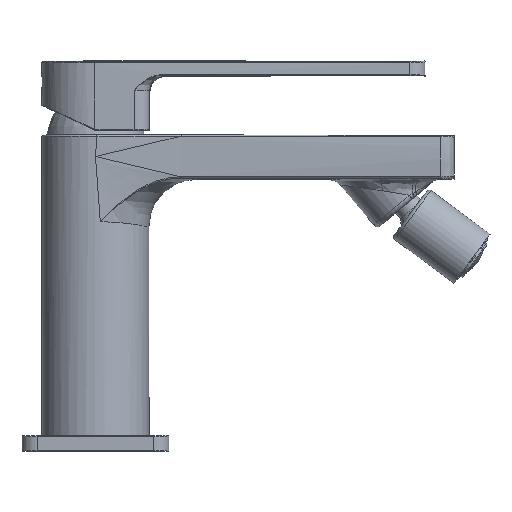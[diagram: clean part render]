
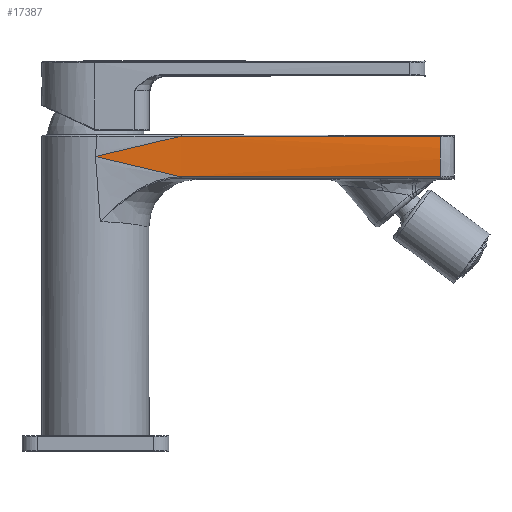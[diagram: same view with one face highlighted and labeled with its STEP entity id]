
A CAD part, front view. The second image highlights one B-rep face of the part: STEP entity #17387.
In plain terms, the highlighted cylindrical face has radius 56 mm (diameter 112 mm), a partial arc.
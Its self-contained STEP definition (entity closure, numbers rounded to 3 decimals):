
#554=B_SPLINE_CURVE_WITH_KNOTS('',3,(#25726,#25727,#25728,#25729),
 .UNSPECIFIED.,.F.,.F.,(4,4),(0.,0.029),
 .UNSPECIFIED.);
#559=B_SPLINE_CURVE_WITH_KNOTS('',3,(#25770,#25771,#25772,#25773),
 .UNSPECIFIED.,.F.,.F.,(4,4),(0.,0.029),
 .UNSPECIFIED.);
#560=B_SPLINE_CURVE_WITH_KNOTS('',3,(#25775,#25776,#25777,#25778),
 .UNSPECIFIED.,.F.,.F.,(4,4),(0.011,0.024),
 .UNSPECIFIED.);
#561=B_SPLINE_CURVE_WITH_KNOTS('',3,(#25781,#25782,#25783,#25784),
 .UNSPECIFIED.,.F.,.F.,(4,4),(0.,0.085),
 .UNSPECIFIED.);
#562=B_SPLINE_CURVE_WITH_KNOTS('',3,(#25785,#25786,#25787,#25788),
 .UNSPECIFIED.,.F.,.F.,(4,4),(0.,0.),.UNSPECIFIED.);
#1072=LINE('',#25790,#1576);
#1576=VECTOR('',#20560,1000.);
#3486=ORIENTED_EDGE('',*,*,#6603,.T.);
#3487=ORIENTED_EDGE('',*,*,#6604,.T.);
#3488=ORIENTED_EDGE('',*,*,#6597,.T.);
#3489=ORIENTED_EDGE('',*,*,#6602,.T.);
#3490=ORIENTED_EDGE('',*,*,#6605,.T.);
#3491=ORIENTED_EDGE('',*,*,#6606,.T.);
#6597=EDGE_CURVE('',#8222,#8223,#554,.F.);
#6602=EDGE_CURVE('',#8223,#8226,#559,.T.);
#6603=EDGE_CURVE('',#8227,#8228,#560,.T.);
#6604=EDGE_CURVE('',#8228,#8222,#561,.T.);
#6605=EDGE_CURVE('',#8226,#8229,#562,.T.);
#6606=EDGE_CURVE('',#8229,#8227,#1072,.F.);
#8222=VERTEX_POINT('',#25730);
#8223=VERTEX_POINT('',#25731);
#8226=VERTEX_POINT('',#25769);
#8227=VERTEX_POINT('',#25779);
#8228=VERTEX_POINT('',#25780);
#8229=VERTEX_POINT('',#25789);
#10001=EDGE_LOOP('',(#3486,#3487,#3488,#3489,#3490,#3491));
#11001=FACE_BOUND('',#10001,.T.);
#11723=CYLINDRICAL_SURFACE('',#18517,56.);
#17387=ADVANCED_FACE('',(#11001),#11723,.T.);
#18517=AXIS2_PLACEMENT_3D('',#25774,#20558,#20559);
#20558=DIRECTION('',(-1.,0.,0.));
#20559=DIRECTION('',(0.,0.,1.));
#20560=DIRECTION('',(-1.,0.,0.));
#25726=CARTESIAN_POINT('',(0.,-17.5,103.8));
#25727=CARTESIAN_POINT('',(9.329,-17.5,106.009));
#25728=CARTESIAN_POINT('',(18.658,-17.37,108.219));
#25729=CARTESIAN_POINT('',(27.98,-17.106,110.428));
#25730=CARTESIAN_POINT('',(27.98,-17.106,110.428));
#25731=CARTESIAN_POINT('',(0.,-17.5,103.8));
#25769=CARTESIAN_POINT('',(27.891,-17.109,97.193));
#25770=CARTESIAN_POINT('',(0.,-17.5,103.8));
#25771=CARTESIAN_POINT('',(9.298,-17.5,101.598));
#25772=CARTESIAN_POINT('',(18.598,-17.371,99.396));
#25773=CARTESIAN_POINT('',(27.891,-17.109,97.193));
#25774=CARTESIAN_POINT('',(-62.89,38.5,103.8));
#25775=CARTESIAN_POINT('',(112.75,-17.109,97.193));
#25776=CARTESIAN_POINT('',(112.731,-17.62,101.497));
#25777=CARTESIAN_POINT('',(112.731,-17.627,105.924));
#25778=CARTESIAN_POINT('',(112.749,-17.13,110.224));
#25779=CARTESIAN_POINT('',(112.75,-17.109,97.193));
#25780=CARTESIAN_POINT('',(112.749,-17.13,110.224));
#25781=CARTESIAN_POINT('',(112.749,-17.13,110.224));
#25782=CARTESIAN_POINT('',(84.493,-17.115,110.357));
#25783=CARTESIAN_POINT('',(56.237,-17.107,110.425));
#25784=CARTESIAN_POINT('',(27.98,-17.106,110.428));
#25785=CARTESIAN_POINT('',(27.891,-17.109,97.193));
#25786=CARTESIAN_POINT('',(27.924,-17.109,97.193));
#25787=CARTESIAN_POINT('',(27.956,-17.109,97.193));
#25788=CARTESIAN_POINT('',(27.989,-17.109,97.193));
#25789=CARTESIAN_POINT('',(27.989,-17.109,97.193));
#25790=CARTESIAN_POINT('',(27.989,-17.109,97.193));
